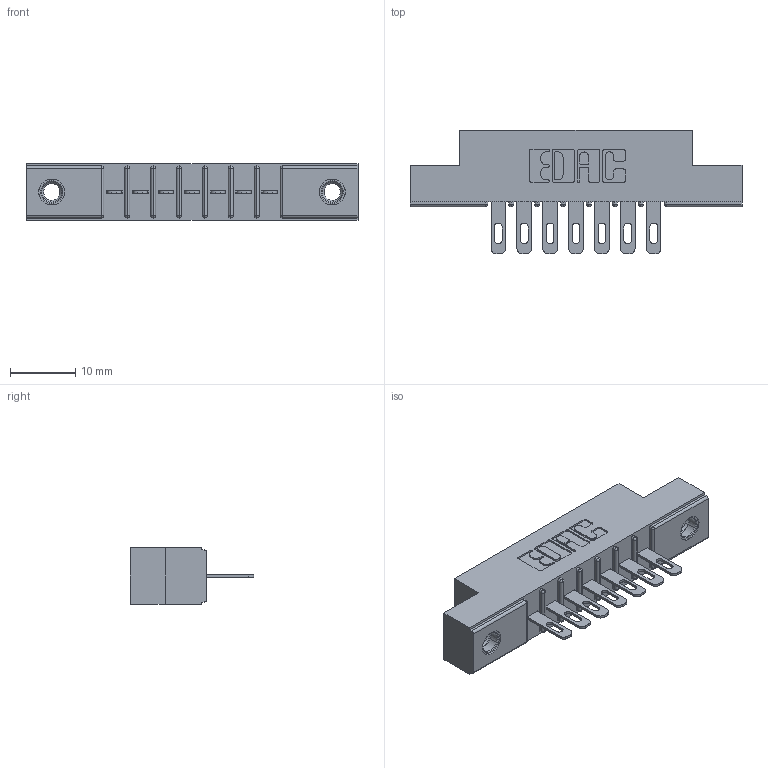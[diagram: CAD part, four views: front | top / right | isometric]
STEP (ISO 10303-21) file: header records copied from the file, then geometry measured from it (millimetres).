
FILE_DESCRIPTION (( 'STEP AP203' ), '1' );
FILE_NAME ('306-007-500-107.STEP', '2019-09-11T18:53:27', ( '' ), ( '' ), 'SwSTEP 2.0', 'SolidWorks 2016', '' );
FILE_SCHEMA (( 'CONFIG_CONTROL_DESIGN' ));
Length unit declared in the file: inch
Products named in the file (4): 306-290-001_100; 345-250-001_345-250-005-103; 306-007-500-107; 306 Part_.156 Dia
Assembly tree (10 placements, depth 2):
  306-007-500-107
    306 Part_.156 Dia
    306-290-001_100  x7
    345-250-001_345-250-005-103  x2
Bounding box: 50.75 x 18.87 x 8.71 mm (x, y, z)
Volume: 3409.7 mm3; surface area: 4728.5 mm2
Topology: 10 solids, 10 shells, 708 faces, 1957 edges, 1258 vertices
Faces by surface type: plane 450, cylinder 214, sphere 28, cone 12, torus 4
Entity records: 12411 total; most frequent: CARTESIAN_POINT 2059, DIRECTION 2043, ORIENTED_EDGE 2030, EDGE_CURVE 1015, VECTOR 771, LINE 771, VERTEX_POINT 652, AXIS2_PLACEMENT_3D 636
